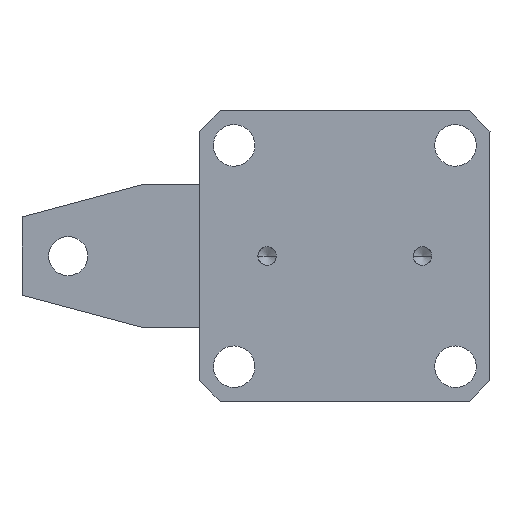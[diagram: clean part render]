
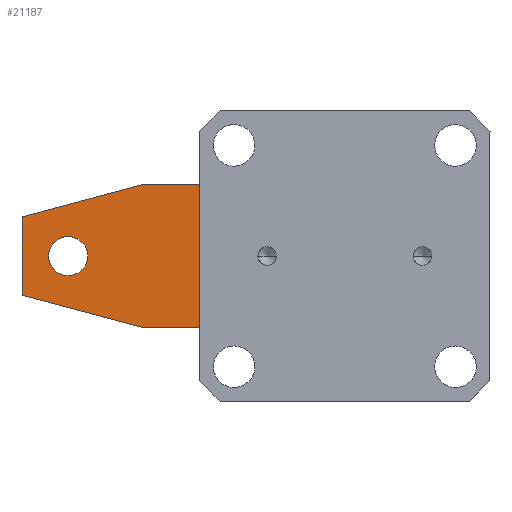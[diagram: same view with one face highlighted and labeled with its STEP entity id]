
A CAD part, front view. The second image highlights one B-rep face of the part: STEP entity #21187.
In plain terms, the highlighted planar face has unit normal (0, -1, 0).
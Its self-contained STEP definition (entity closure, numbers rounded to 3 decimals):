
#301 = DIRECTION ( 'NONE',  ( -0.707, 0., -0.707 ) ) ;
#1070 = ORIENTED_EDGE ( 'NONE', *, *, #13272, .F. ) ;
#1106 = CARTESIAN_POINT ( 'NONE',  ( -70., 0., -15.5 ) ) ;
#1219 = DIRECTION ( 'NONE',  ( 0., 0., 1. ) ) ;
#1251 = CIRCLE ( 'NONE', #16641, 4.25 ) ;
#1315 = CARTESIAN_POINT ( 'NONE',  ( -43.876, 0., 15.5 ) ) ;
#1389 = DIRECTION ( 'NONE',  ( 0., -1., 0. ) ) ;
#1794 = ORIENTED_EDGE ( 'NONE', *, *, #19424, .F. ) ;
#1800 = FACE_OUTER_BOUND ( 'NONE', #3998, .T. ) ;
#1830 = VECTOR ( 'NONE', #12186, 1000. ) ;
#1918 = VERTEX_POINT ( 'NONE', #1315 ) ;
#1974 = EDGE_CURVE ( 'NONE', #25551, #15668, #1251, .T. ) ;
#2318 = EDGE_CURVE ( 'NONE', #20870, #8001, #8914, .T. ) ;
#2426 = VECTOR ( 'NONE', #19171, 1000. ) ;
#3111 = DIRECTION ( 'NONE',  ( -0.966, 0., 0.259 ) ) ;
#3375 = EDGE_CURVE ( 'NONE', #10320, #18419, #7923, .T. ) ;
#3418 = EDGE_CURVE ( 'NONE', #18536, #26069, #3778, .T. ) ;
#3679 = EDGE_CURVE ( 'NONE', #15668, #25551, #23660, .T. ) ;
#3778 = CIRCLE ( 'NONE', #19232, 11.2 ) ;
#3926 = DIRECTION ( 'NONE',  ( 0., -1., 0. ) ) ;
#3998 = EDGE_LOOP ( 'NONE', ( #12822, #1794, #1070, #23675, #25506, #12993, #20773, #26023 ) ) ;
#4652 = VERTEX_POINT ( 'NONE', #17766 ) ;
#4768 = VECTOR ( 'NONE', #3111, 1000. ) ;
#5502 = VERTEX_POINT ( 'NONE', #9829 ) ;
#5886 = CARTESIAN_POINT ( 'NONE',  ( 12., 0., -15.5 ) ) ;
#6004 = LINE ( 'NONE', #17173, #16886 ) ;
#6436 = CARTESIAN_POINT ( 'NONE',  ( -60., 0., 0. ) ) ;
#7009 = VECTOR ( 'NONE', #21927, 1000. ) ;
#7011 = CARTESIAN_POINT ( 'NONE',  ( 16., 0., 11.5 ) ) ;
#7234 = FACE_BOUND ( 'NONE', #17296, .T. ) ;
#7871 = CARTESIAN_POINT ( 'NONE',  ( -70., 0., 8.5 ) ) ;
#7888 = VECTOR ( 'NONE', #301, 1000. ) ;
#7923 = LINE ( 'NONE', #24303, #10821 ) ;
#8001 = VERTEX_POINT ( 'NONE', #13108 ) ;
#8795 = ORIENTED_EDGE ( 'NONE', *, *, #3679, .F. ) ;
#8914 = LINE ( 'NONE', #12571, #14705 ) ;
#8969 = PLANE ( 'NONE',  #24740 ) ;
#9829 = CARTESIAN_POINT ( 'NONE',  ( -70., 0., 8.5 ) ) ;
#10097 = DIRECTION ( 'NONE',  ( 0.707, 0., -0.707 ) ) ;
#10197 = LINE ( 'NONE', #15359, #4768 ) ;
#10320 = VERTEX_POINT ( 'NONE', #11238 ) ;
#10332 = DIRECTION ( 'NONE',  ( -1., 0., 0. ) ) ;
#10821 = VECTOR ( 'NONE', #10097, 1000. ) ;
#11129 = ORIENTED_EDGE ( 'NONE', *, *, #13893, .F. ) ;
#11238 = CARTESIAN_POINT ( 'NONE',  ( 12., 0., 15.5 ) ) ;
#11569 = CARTESIAN_POINT ( 'NONE',  ( -11.2, 0., 0. ) ) ;
#11587 = CARTESIAN_POINT ( 'NONE',  ( -60., 0., 0. ) ) ;
#11980 = DIRECTION ( 'NONE',  ( 1., 0., 0. ) ) ;
#12186 = DIRECTION ( 'NONE',  ( 0.966, 0., 0.259 ) ) ;
#12571 = CARTESIAN_POINT ( 'NONE',  ( -27., 0., -15.5 ) ) ;
#12822 = ORIENTED_EDGE ( 'NONE', *, *, #23281, .F. ) ;
#12993 = ORIENTED_EDGE ( 'NONE', *, *, #18650, .F. ) ;
#13091 = DIRECTION ( 'NONE',  ( 0., 1., 0. ) ) ;
#13108 = CARTESIAN_POINT ( 'NONE',  ( -43.876, 0., -15.5 ) ) ;
#13272 = EDGE_CURVE ( 'NONE', #4652, #5502, #17880, .T. ) ;
#13691 = CIRCLE ( 'NONE', #25405, 11.2 ) ;
#13893 = EDGE_CURVE ( 'NONE', #26069, #18536, #13691, .T. ) ;
#13980 = LINE ( 'NONE', #14853, #7888 ) ;
#14303 = DIRECTION ( 'NONE',  ( 0., -1., 0. ) ) ;
#14534 = DIRECTION ( 'NONE',  ( 0., -1., 0. ) ) ;
#14565 = CARTESIAN_POINT ( 'NONE',  ( 16., 0., -11.5 ) ) ;
#14705 = VECTOR ( 'NONE', #10332, 1000. ) ;
#14853 = CARTESIAN_POINT ( 'NONE',  ( 16., 0., -11.5 ) ) ;
#15066 = EDGE_CURVE ( 'NONE', #8001, #4652, #10197, .T. ) ;
#15359 = CARTESIAN_POINT ( 'NONE',  ( -43.876, 0., -15.5 ) ) ;
#15668 = VERTEX_POINT ( 'NONE', #18627 ) ;
#16641 = AXIS2_PLACEMENT_3D ( 'NONE', #11587, #1389, #1219 ) ;
#16886 = VECTOR ( 'NONE', #21366, 1000. ) ;
#17035 = EDGE_CURVE ( 'NONE', #18419, #25195, #6004, .T. ) ;
#17173 = CARTESIAN_POINT ( 'NONE',  ( 16., 0., 0. ) ) ;
#17296 = EDGE_LOOP ( 'NONE', ( #11129, #25527 ) ) ;
#17766 = CARTESIAN_POINT ( 'NONE',  ( -70., 0., -8.5 ) ) ;
#17880 = LINE ( 'NONE', #26280, #7009 ) ;
#18419 = VERTEX_POINT ( 'NONE', #7011 ) ;
#18536 = VERTEX_POINT ( 'NONE', #11569 ) ;
#18627 = CARTESIAN_POINT ( 'NONE',  ( -60., 0., -4.25 ) ) ;
#18650 = EDGE_CURVE ( 'NONE', #25195, #20870, #13980, .T. ) ;
#19171 = DIRECTION ( 'NONE',  ( 1., 0., 0. ) ) ;
#19232 = AXIS2_PLACEMENT_3D ( 'NONE', #26344, #3926, #11980 ) ;
#19424 = EDGE_CURVE ( 'NONE', #5502, #1918, #23574, .T. ) ;
#19925 = EDGE_LOOP ( 'NONE', ( #22947, #8795 ) ) ;
#20583 = AXIS2_PLACEMENT_3D ( 'NONE', #6436, #14303, #22799 ) ;
#20676 = CARTESIAN_POINT ( 'NONE',  ( 0., 0., 0. ) ) ;
#20773 = ORIENTED_EDGE ( 'NONE', *, *, #17035, .F. ) ;
#20833 = CARTESIAN_POINT ( 'NONE',  ( 11.2, 0., 0. ) ) ;
#20858 = DIRECTION ( 'NONE',  ( 1., 0., 0. ) ) ;
#20870 = VERTEX_POINT ( 'NONE', #5886 ) ;
#21187 = ADVANCED_FACE ( 'NONE', ( #7234, #23553, #1800 ), #8969, .F. ) ;
#21366 = DIRECTION ( 'NONE',  ( 0., 0., -1. ) ) ;
#21927 = DIRECTION ( 'NONE',  ( 0., 0., 1. ) ) ;
#21941 = LINE ( 'NONE', #25510, #2426 ) ;
#22799 = DIRECTION ( 'NONE',  ( 0., 0., 1. ) ) ;
#22947 = ORIENTED_EDGE ( 'NONE', *, *, #1974, .F. ) ;
#23134 = CARTESIAN_POINT ( 'NONE',  ( -60., 0., 4.25 ) ) ;
#23280 = DIRECTION ( 'NONE',  ( 0., 0., 1. ) ) ;
#23281 = EDGE_CURVE ( 'NONE', #1918, #10320, #21941, .T. ) ;
#23553 = FACE_BOUND ( 'NONE', #19925, .T. ) ;
#23574 = LINE ( 'NONE', #7871, #1830 ) ;
#23660 = CIRCLE ( 'NONE', #20583, 4.25 ) ;
#23675 = ORIENTED_EDGE ( 'NONE', *, *, #15066, .F. ) ;
#24303 = CARTESIAN_POINT ( 'NONE',  ( 12., 0., 15.5 ) ) ;
#24740 = AXIS2_PLACEMENT_3D ( 'NONE', #1106, #13091, #23280 ) ;
#25195 = VERTEX_POINT ( 'NONE', #14565 ) ;
#25405 = AXIS2_PLACEMENT_3D ( 'NONE', #20676, #14534, #20858 ) ;
#25506 = ORIENTED_EDGE ( 'NONE', *, *, #2318, .F. ) ;
#25510 = CARTESIAN_POINT ( 'NONE',  ( -27., 0., 15.5 ) ) ;
#25527 = ORIENTED_EDGE ( 'NONE', *, *, #3418, .F. ) ;
#25551 = VERTEX_POINT ( 'NONE', #23134 ) ;
#26023 = ORIENTED_EDGE ( 'NONE', *, *, #3375, .F. ) ;
#26069 = VERTEX_POINT ( 'NONE', #20833 ) ;
#26280 = CARTESIAN_POINT ( 'NONE',  ( -70., 0., 0. ) ) ;
#26344 = CARTESIAN_POINT ( 'NONE',  ( 0., 0., 0. ) ) ;
